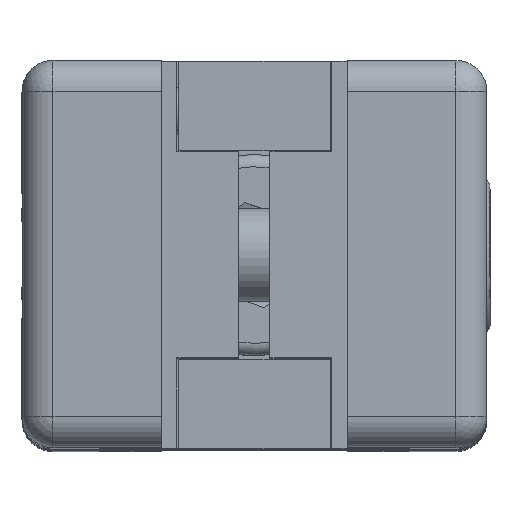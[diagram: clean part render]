
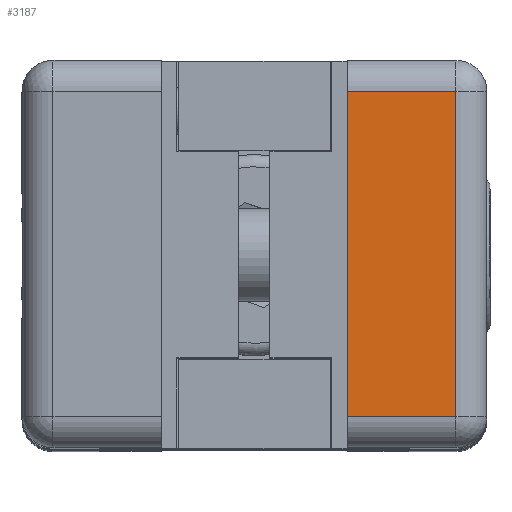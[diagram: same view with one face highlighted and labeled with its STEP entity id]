
A CAD part, top view. The second image highlights one B-rep face of the part: STEP entity #3187.
In plain terms, the highlighted face is planar.
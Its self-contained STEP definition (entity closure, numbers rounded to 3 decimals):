
#222=PLANE('',#3558);
#349=FACE_OUTER_BOUND('',#538,.T.);
#538=EDGE_LOOP('',(#2412,#2413,#2414,#2415));
#778=LINE('',#5049,#1059);
#780=LINE('',#5055,#1061);
#785=LINE('',#5072,#1066);
#792=LINE('',#5084,#1073);
#1059=VECTOR('',#4069,10.);
#1061=VECTOR('',#4075,10.);
#1066=VECTOR('',#4092,10.);
#1073=VECTOR('',#4103,10.);
#1471=VERTEX_POINT('',#5034);
#1476=VERTEX_POINT('',#5044);
#1477=VERTEX_POINT('',#5051);
#1484=VERTEX_POINT('',#5070);
#1820=EDGE_CURVE('',#1471,#1476,#778,.T.);
#1823=EDGE_CURVE('',#1476,#1477,#780,.T.);
#1831=EDGE_CURVE('',#1484,#1471,#785,.T.);
#1838=EDGE_CURVE('',#1484,#1477,#792,.T.);
#2412=ORIENTED_EDGE('',*,*,#1823,.F.);
#2413=ORIENTED_EDGE('',*,*,#1820,.F.);
#2414=ORIENTED_EDGE('',*,*,#1831,.F.);
#2415=ORIENTED_EDGE('',*,*,#1838,.T.);
#3187=ADVANCED_FACE('',(#349),#222,.T.);
#3558=AXIS2_PLACEMENT_3D('',#5083,#4101,#4102);
#4069=DIRECTION('',(0.,0.,-1.));
#4075=DIRECTION('',(0.,-1.,0.));
#4092=DIRECTION('',(0.,1.,0.));
#4101=DIRECTION('center_axis',(1.,0.,0.));
#4102=DIRECTION('ref_axis',(0.,1.,0.));
#4103=DIRECTION('',(0.,0.,-1.));
#5034=CARTESIAN_POINT('',(37.5,8.,10.5));
#5044=CARTESIAN_POINT('',(37.5,8.,-10.5));
#5049=CARTESIAN_POINT('',(37.5,8.,0.));
#5051=CARTESIAN_POINT('',(37.5,1.,-10.5));
#5055=CARTESIAN_POINT('',(37.5,2.,-10.5));
#5070=CARTESIAN_POINT('',(37.5,1.,10.5));
#5072=CARTESIAN_POINT('',(37.5,2.,10.5));
#5083=CARTESIAN_POINT('Origin',(37.5,1.,0.));
#5084=CARTESIAN_POINT('',(37.5,1.,0.));
